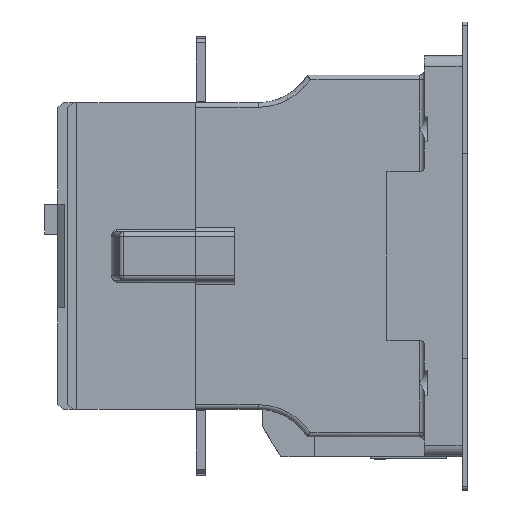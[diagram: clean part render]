
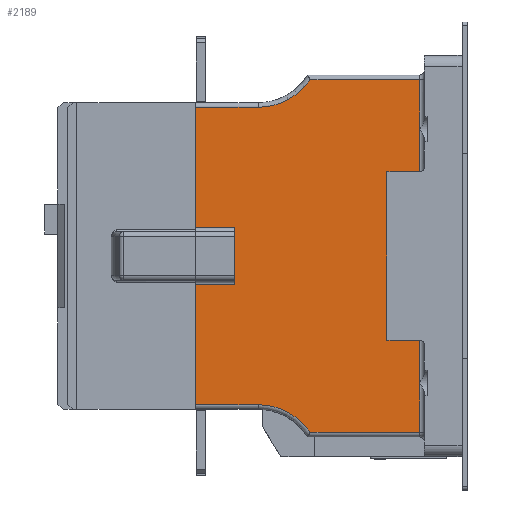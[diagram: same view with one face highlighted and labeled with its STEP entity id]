
A CAD part, left-side view. The second image highlights one B-rep face of the part: STEP entity #2189.
In plain terms, the highlighted planar face has unit normal (-1, 0, 0).
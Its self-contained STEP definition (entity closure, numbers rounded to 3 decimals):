
#92=DIRECTION('',(0.,-1.,0.));
#93=VECTOR('',#92,25.);
#94=CARTESIAN_POINT('',(-56.,12.5,-100.9));
#95=LINE('',#94,#93);
#125=DIRECTION('',(0.,1.,0.));
#126=VECTOR('',#125,52.);
#127=CARTESIAN_POINT('',(-56.,-64.5,-117.9));
#128=LINE('',#127,#126);
#179=DIRECTION('',(0.,1.,0.));
#180=VECTOR('',#179,52.);
#181=CARTESIAN_POINT('',(-56.,12.5,-117.9));
#182=LINE('',#181,#180);
#242=DIRECTION('',(0.,-1.,0.));
#243=VECTOR('',#242,21.5);
#244=CARTESIAN_POINT('',(-56.,76.5,-20.7));
#245=LINE('',#244,#243);
#246=DIRECTION('',(0.,-1.,0.));
#247=VECTOR('',#246,18.5);
#248=CARTESIAN_POINT('',(-56.,55.,-20.7));
#249=LINE('',#248,#247);
#250=DIRECTION('',(0.,0.,-1.));
#251=VECTOR('',#250,14.2);
#252=CARTESIAN_POINT('',(-56.,36.5,-20.7));
#253=LINE('',#252,#251);
#254=DIRECTION('',(0.,-1.,0.));
#255=VECTOR('',#254,73.);
#256=CARTESIAN_POINT('',(-56.,36.5,-34.9));
#257=LINE('',#256,#255);
#258=DIRECTION('',(0.,0.,1.));
#259=VECTOR('',#258,14.2);
#260=CARTESIAN_POINT('',(-56.,-36.5,-34.9));
#261=LINE('',#260,#259);
#262=DIRECTION('',(0.,-1.,0.));
#263=VECTOR('',#262,18.5);
#264=CARTESIAN_POINT('',(-56.,-36.5,-20.7));
#265=LINE('',#264,#263);
#266=DIRECTION('',(0.,-1.,0.));
#267=VECTOR('',#266,21.5);
#268=CARTESIAN_POINT('',(-56.,-55.,-20.7));
#269=LINE('',#268,#267);
#270=DIRECTION('',(0.,0.,-1.));
#271=VECTOR('',#270,47.6);
#272=CARTESIAN_POINT('',(-56.,-76.5,-20.7));
#273=LINE('',#272,#271);
#274=CARTESIAN_POINT('',(-56.,-91.5,-90.75));
#275=DIRECTION('',(-1.,0.,0.));
#276=DIRECTION('',(0.,0.556,0.831));
#277=AXIS2_PLACEMENT_3D('',#274,#275,#276);
#279=DIRECTION('',(0.,0.,-1.));
#280=VECTOR('',#279,27.15);
#281=CARTESIAN_POINT('',(-56.,-64.5,-90.75));
#282=LINE('',#281,#280);
#283=DIRECTION('',(0.,0.,1.));
#284=VECTOR('',#283,17.);
#285=CARTESIAN_POINT('',(-56.,-12.5,-117.9));
#286=LINE('',#285,#284);
#287=DIRECTION('',(0.,0.,-1.));
#288=VECTOR('',#287,17.);
#289=CARTESIAN_POINT('',(-56.,12.5,-100.9));
#290=LINE('',#289,#288);
#291=DIRECTION('',(0.,0.,1.));
#292=VECTOR('',#291,27.15);
#293=CARTESIAN_POINT('',(-56.,64.5,-117.9));
#294=LINE('',#293,#292);
#295=CARTESIAN_POINT('',(-56.,91.5,-90.75));
#296=DIRECTION('',(-1.,0.,0.));
#297=DIRECTION('',(0.,-1.,0.));
#298=AXIS2_PLACEMENT_3D('',#295,#296,#297);
#300=DIRECTION('',(0.,0.,1.));
#301=VECTOR('',#300,47.6);
#302=CARTESIAN_POINT('',(-56.,76.5,-68.3));
#303=LINE('',#302,#301);
#304=CARTESIAN_POINT('',(-56.,55.,-20.7));
#665=CARTESIAN_POINT('',(-56.,-55.,-20.7));
#1510=CARTESIAN_POINT('',(-56.,36.5,-34.9));
#1511=CARTESIAN_POINT('',(-56.,-36.5,-34.9));
#1512=VERTEX_POINT('',#1510);
#1513=VERTEX_POINT('',#1511);
#1528=CARTESIAN_POINT('',(-56.,12.5,-100.9));
#1529=CARTESIAN_POINT('',(-56.,12.5,-117.9));
#1530=VERTEX_POINT('',#1528);
#1531=VERTEX_POINT('',#1529);
#1536=CARTESIAN_POINT('',(-56.,-12.5,-117.9));
#1537=CARTESIAN_POINT('',(-56.,-12.5,-100.9));
#1538=VERTEX_POINT('',#1536);
#1539=VERTEX_POINT('',#1537);
#1632=CARTESIAN_POINT('',(-56.,36.5,-20.7));
#1634=VERTEX_POINT('',#1632);
#1640=CARTESIAN_POINT('',(-56.,64.5,-117.9));
#1642=VERTEX_POINT('',#1640);
#1646=CARTESIAN_POINT('',(-56.,64.5,-90.75));
#1647=VERTEX_POINT('',#1646);
#1648=CARTESIAN_POINT('',(-56.,76.5,-68.3));
#1649=VERTEX_POINT('',#1648);
#1652=CARTESIAN_POINT('',(-56.,76.5,-20.7));
#1653=VERTEX_POINT('',#1652);
#1683=CARTESIAN_POINT('',(-56.,-64.5,-117.9));
#1685=VERTEX_POINT('',#1683);
#1686=CARTESIAN_POINT('',(-56.,-64.5,-90.75));
#1687=VERTEX_POINT('',#1686);
#1692=CARTESIAN_POINT('',(-56.,-76.5,-68.3));
#1693=VERTEX_POINT('',#1692);
#1694=CARTESIAN_POINT('',(-56.,-76.5,-20.7));
#1695=VERTEX_POINT('',#1694);
#1702=CARTESIAN_POINT('',(-56.,-36.5,-20.7));
#1704=VERTEX_POINT('',#1702);
#1808=VERTEX_POINT('',#665);
#1809=VERTEX_POINT('',#304);
#2150=CARTESIAN_POINT('',(-56.,0.,0.));
#2151=DIRECTION('',(1.,0.,0.));
#2152=DIRECTION('',(0.,-1.,0.));
#2153=AXIS2_PLACEMENT_3D('',#2150,#2151,#2152);
#2154=PLANE('',#2153);
#2156=ORIENTED_EDGE('',*,*,#2155,.T.);
#2158=ORIENTED_EDGE('',*,*,#2157,.T.);
#2160=ORIENTED_EDGE('',*,*,#2159,.T.);
#2162=ORIENTED_EDGE('',*,*,#2161,.T.);
#2164=ORIENTED_EDGE('',*,*,#2163,.T.);
#2166=ORIENTED_EDGE('',*,*,#2165,.T.);
#2168=ORIENTED_EDGE('',*,*,#2167,.T.);
#2170=ORIENTED_EDGE('',*,*,#2169,.T.);
#2172=ORIENTED_EDGE('',*,*,#2171,.T.);
#2174=ORIENTED_EDGE('',*,*,#2173,.T.);
#2175=ORIENTED_EDGE('',*,*,#2003,.T.);
#2176=ORIENTED_EDGE('',*,*,#2142,.T.);
#2177=ORIENTED_EDGE('',*,*,#1970,.F.);
#2179=ORIENTED_EDGE('',*,*,#2178,.T.);
#2180=ORIENTED_EDGE('',*,*,#2035,.T.);
#2182=ORIENTED_EDGE('',*,*,#2181,.T.);
#2184=ORIENTED_EDGE('',*,*,#2183,.T.);
#2186=ORIENTED_EDGE('',*,*,#2185,.T.);
#2187=EDGE_LOOP('',(#2156,#2158,#2160,#2162,#2164,#2166,#2168,#2170,#2172,#2174,
#2175,#2176,#2177,#2179,#2180,#2182,#2184,#2186));
#2188=FACE_OUTER_BOUND('',#2187,.F.);
#278=CIRCLE('',#277,27.);
#299=CIRCLE('',#298,27.);
#1970=EDGE_CURVE('',#1530,#1539,#95,.T.);
#2003=EDGE_CURVE('',#1685,#1538,#128,.T.);
#2035=EDGE_CURVE('',#1531,#1642,#182,.T.);
#2142=EDGE_CURVE('',#1538,#1539,#286,.T.);
#2155=EDGE_CURVE('',#1653,#1809,#245,.T.);
#2157=EDGE_CURVE('',#1809,#1634,#249,.T.);
#2159=EDGE_CURVE('',#1634,#1512,#253,.T.);
#2161=EDGE_CURVE('',#1512,#1513,#257,.T.);
#2163=EDGE_CURVE('',#1513,#1704,#261,.T.);
#2165=EDGE_CURVE('',#1704,#1808,#265,.T.);
#2167=EDGE_CURVE('',#1808,#1695,#269,.T.);
#2169=EDGE_CURVE('',#1695,#1693,#273,.T.);
#2171=EDGE_CURVE('',#1693,#1687,#278,.T.);
#2173=EDGE_CURVE('',#1687,#1685,#282,.T.);
#2178=EDGE_CURVE('',#1530,#1531,#290,.T.);
#2181=EDGE_CURVE('',#1642,#1647,#294,.T.);
#2183=EDGE_CURVE('',#1647,#1649,#299,.T.);
#2185=EDGE_CURVE('',#1649,#1653,#303,.T.);
#2189=ADVANCED_FACE('',(#2188),#2154,.F.);
